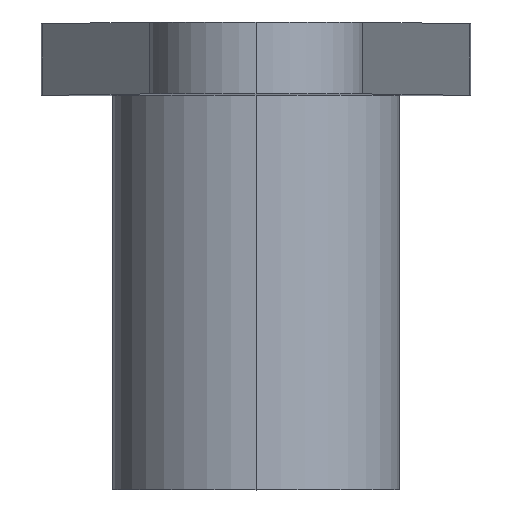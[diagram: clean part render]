
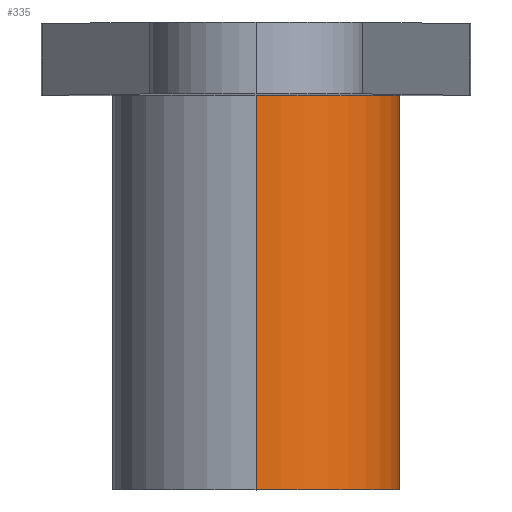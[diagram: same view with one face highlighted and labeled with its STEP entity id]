
A CAD part, top view. The second image highlights one B-rep face of the part: STEP entity #335.
In plain terms, the highlighted cylindrical face has radius 4 mm (diameter 8 mm), a partial arc.
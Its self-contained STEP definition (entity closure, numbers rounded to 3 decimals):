
#9 = DIRECTION ( 'NONE',  ( 0., -1., 0. ) ) ;
#14 = ORIENTED_EDGE ( 'NONE', *, *, #334, .F. ) ;
#24 = DIRECTION ( 'NONE',  ( 0., 1., 0. ) ) ;
#30 = CARTESIAN_POINT ( 'NONE',  ( 0., 11., 4. ) ) ;
#38 = CARTESIAN_POINT ( 'NONE',  ( 0., 11., -4. ) ) ;
#52 = CARTESIAN_POINT ( 'NONE',  ( 0., 11., 0. ) ) ;
#87 = CARTESIAN_POINT ( 'NONE',  ( 0., 11., -4. ) ) ;
#100 = ORIENTED_EDGE ( 'NONE', *, *, #444, .F. ) ;
#112 = CARTESIAN_POINT ( 'NONE',  ( 0., 0., 0. ) ) ;
#132 = DIRECTION ( 'NONE',  ( 0., 0., -1. ) ) ;
#145 = LINE ( 'NONE', #30, #399 ) ;
#151 = CARTESIAN_POINT ( 'NONE',  ( 0., 11., 4. ) ) ;
#167 = DIRECTION ( 'NONE',  ( 0., -1., 0. ) ) ;
#175 = VERTEX_POINT ( 'NONE', #450 ) ;
#186 = DIRECTION ( 'NONE',  ( 0., 0., 1. ) ) ;
#205 = DIRECTION ( 'NONE',  ( 0., 0., 1. ) ) ;
#215 = VERTEX_POINT ( 'NONE', #87 ) ;
#222 = DIRECTION ( 'NONE',  ( 0., -1., 0. ) ) ;
#229 = CIRCLE ( 'NONE', #237, 4. ) ;
#237 = AXIS2_PLACEMENT_3D ( 'NONE', #112, #436, #186 ) ;
#275 = VECTOR ( 'NONE', #222, 1000. ) ;
#314 = EDGE_LOOP ( 'NONE', ( #14, #389, #426, #100 ) ) ;
#334 = EDGE_CURVE ( 'NONE', #429, #215, #388, .T. ) ;
#335 = ADVANCED_FACE ( 'NONE', ( #355 ), #350, .T. ) ;
#347 = CARTESIAN_POINT ( 'NONE',  ( 0., 11., 0. ) ) ;
#350 = CYLINDRICAL_SURFACE ( 'NONE', #363, 4. ) ;
#355 = FACE_OUTER_BOUND ( 'NONE', #314, .T. ) ;
#358 = AXIS2_PLACEMENT_3D ( 'NONE', #52, #24, #205 ) ;
#363 = AXIS2_PLACEMENT_3D ( 'NONE', #347, #167, #132 ) ;
#388 = CIRCLE ( 'NONE', #358, 4. ) ;
#389 = ORIENTED_EDGE ( 'NONE', *, *, #434, .T. ) ;
#399 = VECTOR ( 'NONE', #9, 1000. ) ;
#415 = EDGE_CURVE ( 'NONE', #442, #175, #229, .T. ) ;
#426 = ORIENTED_EDGE ( 'NONE', *, *, #415, .T. ) ;
#429 = VERTEX_POINT ( 'NONE', #151 ) ;
#434 = EDGE_CURVE ( 'NONE', #429, #442, #145, .T. ) ;
#436 = DIRECTION ( 'NONE',  ( 0., 1., 0. ) ) ;
#442 = VERTEX_POINT ( 'NONE', #473 ) ;
#444 = EDGE_CURVE ( 'NONE', #215, #175, #448, .T. ) ;
#448 = LINE ( 'NONE', #38, #275 ) ;
#450 = CARTESIAN_POINT ( 'NONE',  ( 0., 0., -4. ) ) ;
#473 = CARTESIAN_POINT ( 'NONE',  ( 0., 0., 4. ) ) ;
